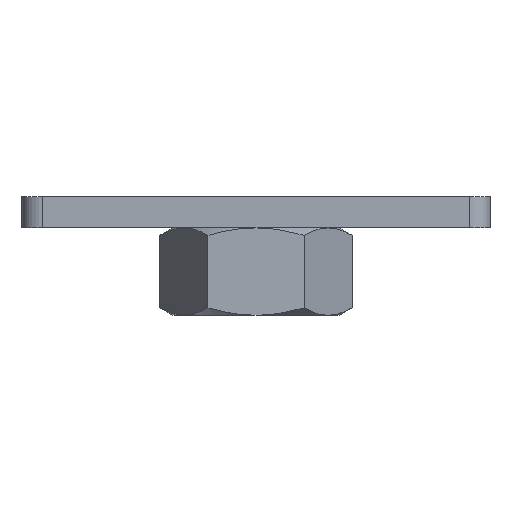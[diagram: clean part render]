
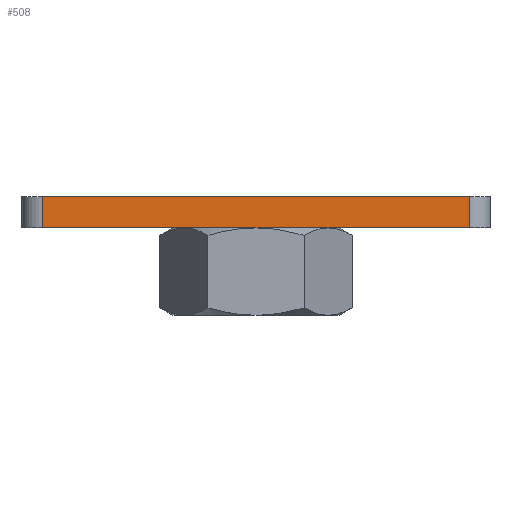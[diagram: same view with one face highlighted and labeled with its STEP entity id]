
A CAD part, front view. The second image highlights one B-rep face of the part: STEP entity #508.
In plain terms, the highlighted planar face has unit normal (0, -1, 0).
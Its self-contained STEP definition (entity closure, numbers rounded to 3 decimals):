
#9 = CARTESIAN_POINT ( 'NONE',  ( -22.5, -35., -3. ) ) ;
#74 = VERTEX_POINT ( 'NONE', #1850 ) ;
#122 = VECTOR ( 'NONE', #1394, 1000. ) ;
#194 = CARTESIAN_POINT ( 'NONE',  ( -20.5, -35., 0. ) ) ;
#197 = CARTESIAN_POINT ( 'NONE',  ( 20.5, -35., -3. ) ) ;
#235 = LINE ( 'NONE', #9, #972 ) ;
#256 = LINE ( 'NONE', #1143, #381 ) ;
#381 = VECTOR ( 'NONE', #516, 1000. ) ;
#458 = ORIENTED_EDGE ( 'NONE', *, *, #986, .T. ) ;
#474 = CARTESIAN_POINT ( 'NONE',  ( -20.5, -35., -3. ) ) ;
#506 = CARTESIAN_POINT ( 'NONE',  ( -22.5, -35., -3. ) ) ;
#508 = ADVANCED_FACE ( 'NONE', ( #1831 ), #1301, .T. ) ;
#516 = DIRECTION ( 'NONE',  ( 0., 0., 1. ) ) ;
#568 = EDGE_CURVE ( 'NONE', #1184, #651, #256, .T. ) ;
#584 = ORIENTED_EDGE ( 'NONE', *, *, #568, .T. ) ;
#651 = VERTEX_POINT ( 'NONE', #700 ) ;
#672 = LINE ( 'NONE', #474, #122 ) ;
#684 = EDGE_LOOP ( 'NONE', ( #1894, #458, #1847, #584 ) ) ;
#692 = DIRECTION ( 'NONE',  ( 1., 0., 0. ) ) ;
#700 = CARTESIAN_POINT ( 'NONE',  ( 20.5, -35., 0. ) ) ;
#859 = DIRECTION ( 'NONE',  ( 0., -1., 0. ) ) ;
#972 = VECTOR ( 'NONE', #1709, 1000. ) ;
#986 = EDGE_CURVE ( 'NONE', #1486, #74, #672, .T. ) ;
#1025 = EDGE_CURVE ( 'NONE', #74, #1184, #235, .T. ) ;
#1115 = VECTOR ( 'NONE', #692, 1000. ) ;
#1143 = CARTESIAN_POINT ( 'NONE',  ( 20.5, -35., -3. ) ) ;
#1166 = DIRECTION ( 'NONE',  ( 0., 0., -1. ) ) ;
#1184 = VERTEX_POINT ( 'NONE', #197 ) ;
#1301 = PLANE ( 'NONE',  #1616 ) ;
#1344 = LINE ( 'NONE', #1610, #1115 ) ;
#1394 = DIRECTION ( 'NONE',  ( 0., 0., -1. ) ) ;
#1486 = VERTEX_POINT ( 'NONE', #194 ) ;
#1610 = CARTESIAN_POINT ( 'NONE',  ( -22.5, -35., 0. ) ) ;
#1616 = AXIS2_PLACEMENT_3D ( 'NONE', #506, #859, #1166 ) ;
#1629 = EDGE_CURVE ( 'NONE', #1486, #651, #1344, .T. ) ;
#1709 = DIRECTION ( 'NONE',  ( 1., 0., 0. ) ) ;
#1831 = FACE_OUTER_BOUND ( 'NONE', #684, .T. ) ;
#1847 = ORIENTED_EDGE ( 'NONE', *, *, #1025, .T. ) ;
#1850 = CARTESIAN_POINT ( 'NONE',  ( -20.5, -35., -3. ) ) ;
#1894 = ORIENTED_EDGE ( 'NONE', *, *, #1629, .F. ) ;
